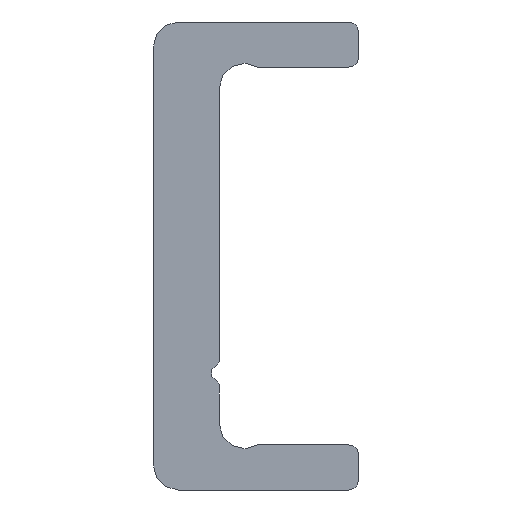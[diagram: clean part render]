
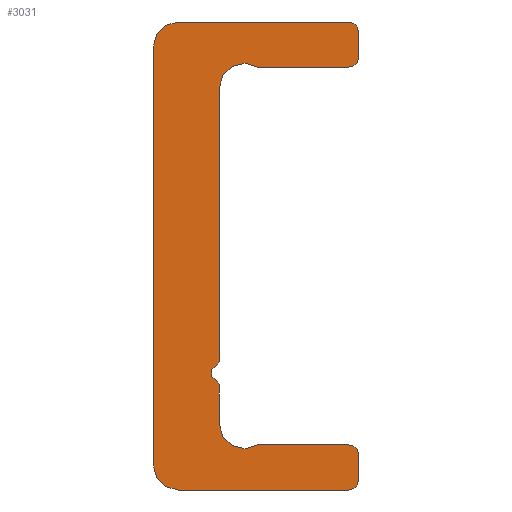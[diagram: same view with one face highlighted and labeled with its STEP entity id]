
A CAD part, left-side view. The second image highlights one B-rep face of the part: STEP entity #3031.
In plain terms, the highlighted planar face has unit normal (-1, 0, 0).
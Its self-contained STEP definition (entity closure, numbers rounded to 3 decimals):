
#2192=CARTESIAN_POINT('',(0.0,-6.15,-13.4));
#2193=VERTEX_POINT('',#2192);
#2200=CARTESIAN_POINT('',(0.0,-5.55,-14.));
#2201=VERTEX_POINT('',#2200);
#2202=CARTESIAN_POINT('',(0.0,-5.55,-13.4));
#2203=DIRECTION('',(1.0,0.0,0.0));
#2204=DIRECTION('',(0.0,-1.0,0.0));
#2205=AXIS2_PLACEMENT_3D('',#2202,#2203,#2204);
#2206=CIRCLE('',#2205,0.6);
#2207=EDGE_CURVE('',#2193,#2201,#2206,.T.);
#2231=CARTESIAN_POINT('',(0.0,-6.15,-11.9));
#2232=VERTEX_POINT('',#2231);
#2239=CARTESIAN_POINT('',(0.0,-6.15,-11.9));
#2240=DIRECTION('',(0.0,0.0,-1.0));
#2241=VECTOR('',#2240,1.5);
#2242=LINE('',#2239,#2241);
#2243=EDGE_CURVE('',#2232,#2193,#2242,.T.);
#2263=CARTESIAN_POINT('',(0.0,-5.55,-11.3));
#2264=VERTEX_POINT('',#2263);
#2271=CARTESIAN_POINT('',(0.0,-5.55,-11.9));
#2272=DIRECTION('',(1.0,0.0,0.0));
#2273=DIRECTION('',(0.0,0.0,1.0));
#2274=AXIS2_PLACEMENT_3D('',#2271,#2272,#2273);
#2275=CIRCLE('',#2274,0.6);
#2276=EDGE_CURVE('',#2264,#2232,#2275,.T.);
#2295=CARTESIAN_POINT('',(0.0,-0.098,-11.3));
#2296=VERTEX_POINT('',#2295);
#2303=CARTESIAN_POINT('',(0.0,-0.098,-11.3));
#2304=DIRECTION('',(0.0,-1.0,0.0));
#2305=VECTOR('',#2304,5.452);
#2306=LINE('',#2303,#2305);
#2307=EDGE_CURVE('',#2296,#2264,#2306,.T.);
#2327=CARTESIAN_POINT('',(0.0,2.2,-10.03));
#2328=VERTEX_POINT('',#2327);
#2335=CARTESIAN_POINT('',(0.0,0.7,-10.03));
#2336=DIRECTION('',(-1.0,0.0,0.0));
#2337=DIRECTION('',(0.0,0.532,0.847));
#2338=AXIS2_PLACEMENT_3D('',#2335,#2336,#2337);
#2339=CIRCLE('',#2338,1.5);
#2340=EDGE_CURVE('',#2328,#2296,#2339,.T.);
#2359=CARTESIAN_POINT('',(0.0,2.2,-7.707));
#2360=VERTEX_POINT('',#2359);
#2367=CARTESIAN_POINT('',(0.0,2.2,-7.707));
#2368=DIRECTION('',(0.0,0.0,-1.0));
#2369=VECTOR('',#2368,2.323);
#2370=LINE('',#2367,#2369);
#2371=EDGE_CURVE('',#2360,#2328,#2370,.T.);
#2391=CARTESIAN_POINT('',(0.0,2.367,-7.471));
#2392=VERTEX_POINT('',#2391);
#2399=CARTESIAN_POINT('',(0.0,2.45,-7.707));
#2400=DIRECTION('',(1.0,0.0,0.0));
#2401=DIRECTION('',(0.0,-0.333,0.943));
#2402=AXIS2_PLACEMENT_3D('',#2399,#2400,#2401);
#2403=CIRCLE('',#2402,0.25);
#2404=EDGE_CURVE('',#2392,#2360,#2403,.T.);
#2424=CARTESIAN_POINT('',(0.0,2.367,-6.529));
#2425=VERTEX_POINT('',#2424);
#2432=CARTESIAN_POINT('',(0.0,2.2,-7.));
#2433=DIRECTION('',(-1.0,0.0,0.0));
#2434=DIRECTION('',(0.0,-0.333,0.943));
#2435=AXIS2_PLACEMENT_3D('',#2432,#2433,#2434);
#2436=CIRCLE('',#2435,0.5);
#2437=EDGE_CURVE('',#2425,#2392,#2436,.T.);
#2457=CARTESIAN_POINT('',(0.0,2.2,-6.293));
#2458=VERTEX_POINT('',#2457);
#2465=CARTESIAN_POINT('',(0.0,2.45,-6.293));
#2466=DIRECTION('',(1.0,0.0,0.0));
#2467=DIRECTION('',(0.0,-1.0,0.0));
#2468=AXIS2_PLACEMENT_3D('',#2465,#2466,#2467);
#2469=CIRCLE('',#2468,0.25);
#2470=EDGE_CURVE('',#2458,#2425,#2469,.T.);
#2489=CARTESIAN_POINT('',(0.0,2.2,10.03));
#2490=VERTEX_POINT('',#2489);
#2497=CARTESIAN_POINT('',(0.0,2.2,10.03));
#2498=DIRECTION('',(0.0,0.0,-1.0));
#2499=VECTOR('',#2498,16.323);
#2500=LINE('',#2497,#2499);
#2501=EDGE_CURVE('',#2490,#2458,#2500,.T.);
#2614=CARTESIAN_POINT('',(0.0,-0.098,11.3));
#2615=VERTEX_POINT('',#2614);
#2622=CARTESIAN_POINT('',(0.0,0.7,10.03));
#2623=DIRECTION('',(-1.0,0.0,0.0));
#2624=DIRECTION('',(0.0,-1.0,0.0));
#2625=AXIS2_PLACEMENT_3D('',#2622,#2623,#2624);
#2626=CIRCLE('',#2625,1.5);
#2627=EDGE_CURVE('',#2615,#2490,#2626,.T.);
#2646=CARTESIAN_POINT('',(0.0,-5.55,11.3));
#2647=VERTEX_POINT('',#2646);
#2654=CARTESIAN_POINT('',(0.0,-5.55,11.3));
#2655=DIRECTION('',(0.0,1.0,0.0));
#2656=VECTOR('',#2655,5.452);
#2657=LINE('',#2654,#2656);
#2658=EDGE_CURVE('',#2647,#2615,#2657,.T.);
#2678=CARTESIAN_POINT('',(0.0,-6.15,11.9));
#2679=VERTEX_POINT('',#2678);
#2686=CARTESIAN_POINT('',(0.0,-5.55,11.9));
#2687=DIRECTION('',(1.0,0.0,0.0));
#2688=DIRECTION('',(0.0,-1.0,0.0));
#2689=AXIS2_PLACEMENT_3D('',#2686,#2687,#2688);
#2690=CIRCLE('',#2689,0.6);
#2691=EDGE_CURVE('',#2679,#2647,#2690,.T.);
#2710=CARTESIAN_POINT('',(0.0,-6.15,13.4));
#2711=VERTEX_POINT('',#2710);
#2718=CARTESIAN_POINT('',(0.0,-6.15,13.4));
#2719=DIRECTION('',(0.0,0.0,-1.0));
#2720=VECTOR('',#2719,1.5);
#2721=LINE('',#2718,#2720);
#2722=EDGE_CURVE('',#2711,#2679,#2721,.T.);
#2742=CARTESIAN_POINT('',(0.0,-5.55,14.));
#2743=VERTEX_POINT('',#2742);
#2750=CARTESIAN_POINT('',(0.0,-5.55,13.4));
#2751=DIRECTION('',(1.0,0.0,0.0));
#2752=DIRECTION('',(0.0,0.0,1.0));
#2753=AXIS2_PLACEMENT_3D('',#2750,#2751,#2752);
#2754=CIRCLE('',#2753,0.6);
#2755=EDGE_CURVE('',#2743,#2711,#2754,.T.);
#2774=CARTESIAN_POINT('',(0.0,4.65,14.));
#2775=VERTEX_POINT('',#2774);
#2782=CARTESIAN_POINT('',(0.0,4.65,14.));
#2783=DIRECTION('',(0.0,-1.0,0.0));
#2784=VECTOR('',#2783,10.2);
#2785=LINE('',#2782,#2784);
#2786=EDGE_CURVE('',#2775,#2743,#2785,.T.);
#2806=CARTESIAN_POINT('',(0.0,6.15,12.5));
#2807=VERTEX_POINT('',#2806);
#2814=CARTESIAN_POINT('',(0.0,4.65,12.5));
#2815=DIRECTION('',(1.0,0.0,0.0));
#2816=DIRECTION('',(0.0,1.0,0.0));
#2817=AXIS2_PLACEMENT_3D('',#2814,#2815,#2816);
#2818=CIRCLE('',#2817,1.5);
#2819=EDGE_CURVE('',#2807,#2775,#2818,.T.);
#2838=CARTESIAN_POINT('',(0.0,6.15,-12.5));
#2839=VERTEX_POINT('',#2838);
#2846=CARTESIAN_POINT('',(0.0,6.15,-12.5));
#2847=DIRECTION('',(0.0,0.0,1.0));
#2848=VECTOR('',#2847,25.);
#2849=LINE('',#2846,#2848);
#2850=EDGE_CURVE('',#2839,#2807,#2849,.T.);
#2963=CARTESIAN_POINT('',(0.0,4.65,-14.));
#2964=VERTEX_POINT('',#2963);
#2971=CARTESIAN_POINT('',(0.0,4.65,-12.5));
#2972=DIRECTION('',(1.0,0.0,0.0));
#2973=DIRECTION('',(0.0,0.0,-1.0));
#2974=AXIS2_PLACEMENT_3D('',#2971,#2972,#2973);
#2975=CIRCLE('',#2974,1.5);
#2976=EDGE_CURVE('',#2964,#2839,#2975,.T.);
#2994=CARTESIAN_POINT('',(0.0,-5.55,-14.));
#2995=DIRECTION('',(0.0,1.0,0.0));
#2996=VECTOR('',#2995,10.2);
#2997=LINE('',#2994,#2996);
#2998=EDGE_CURVE('',#2201,#2964,#2997,.T.);
#3004=CARTESIAN_POINT('',(0.0,1.616,-0.032));
#3005=DIRECTION('',(1.0,0.0,0.0));
#3006=DIRECTION('',(0.0,0.0,-1.0));
#3007=AXIS2_PLACEMENT_3D('',#3004,#3005,#3006);
#3008=PLANE('',#3007);
#3009=ORIENTED_EDGE('',*,*,#2998,.F.);
#3010=ORIENTED_EDGE('',*,*,#2207,.F.);
#3011=ORIENTED_EDGE('',*,*,#2243,.F.);
#3012=ORIENTED_EDGE('',*,*,#2276,.F.);
#3013=ORIENTED_EDGE('',*,*,#2307,.F.);
#3014=ORIENTED_EDGE('',*,*,#2340,.F.);
#3015=ORIENTED_EDGE('',*,*,#2371,.F.);
#3016=ORIENTED_EDGE('',*,*,#2404,.F.);
#3017=ORIENTED_EDGE('',*,*,#2437,.F.);
#3018=ORIENTED_EDGE('',*,*,#2470,.F.);
#3019=ORIENTED_EDGE('',*,*,#2501,.F.);
#3020=ORIENTED_EDGE('',*,*,#2627,.F.);
#3021=ORIENTED_EDGE('',*,*,#2658,.F.);
#3022=ORIENTED_EDGE('',*,*,#2691,.F.);
#3023=ORIENTED_EDGE('',*,*,#2722,.F.);
#3024=ORIENTED_EDGE('',*,*,#2755,.F.);
#3025=ORIENTED_EDGE('',*,*,#2786,.F.);
#3026=ORIENTED_EDGE('',*,*,#2819,.F.);
#3027=ORIENTED_EDGE('',*,*,#2850,.F.);
#3028=ORIENTED_EDGE('',*,*,#2976,.F.);
#3029=EDGE_LOOP('',(#3009,#3010,#3011,#3012,#3013,#3014,#3015,#3016,#3017,#3018,#3019,#3020,#3021,#3022,#3023,#3024,#3025,#3026,#3027,#3028));
#3030=FACE_OUTER_BOUND('',#3029,.T.);
#3031=ADVANCED_FACE('',(#3030),#3008,.F.);
